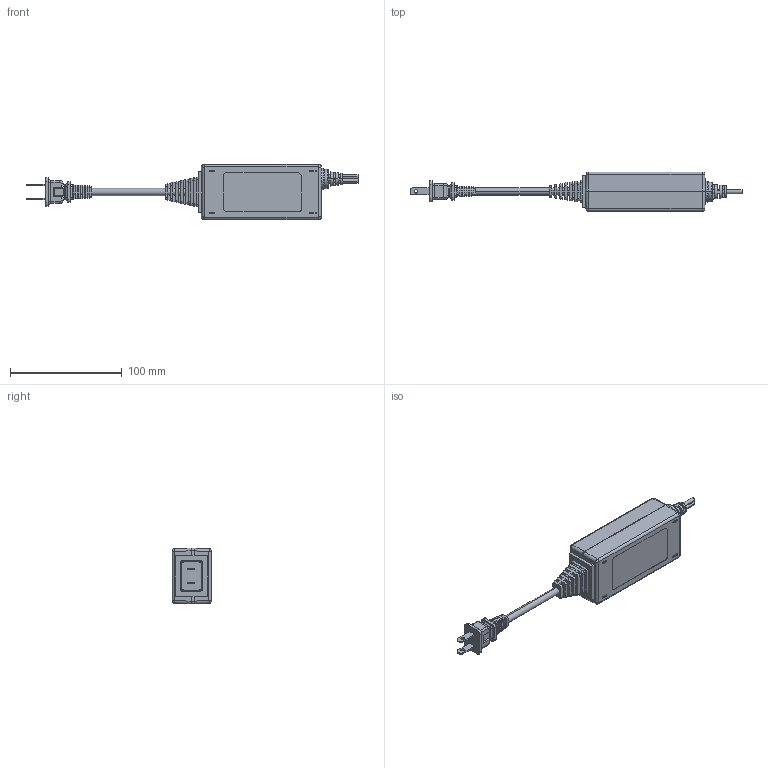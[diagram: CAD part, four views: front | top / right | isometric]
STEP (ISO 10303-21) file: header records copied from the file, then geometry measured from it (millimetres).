
FILE_DESCRIPTION((''),'2;1');
FILE_NAME('GTM-96300-36VV-T2US-TP_ASM','2022-08-17T14:45:09',('rd05'),(''),'CREO PARAMETRIC BY PTC INC, 2018050','CREO PARAMETRIC BY PTC INC, 2018050','');
FILE_SCHEMA(('CONFIG_CONTROL_DESIGN','GEOMETRIC_VALIDATION_PROPERTIES_MIM'));
Length unit declared in the file: millimetre
Products named in the file (10): BOTTOM_CASE_4; TOP_CASE_3; SR00042_12; NEIMO_3; SR00042_ASM_4_ASM; SR-SPT-2_2; LED-LENS_1; ULCHATOU_5; 30W_DESKTOP_ASM_7_ASM; GTM-96300-36VV-T2US-TP_ASM
Assembly tree (9 placements, depth 4):
  GTM-96300-36VV-T2US-TP_ASM
    30W_DESKTOP_ASM_7_ASM
      BOTTOM_CASE_4
      TOP_CASE_3
      SR00042_ASM_4_ASM
        SR00042_12
        NEIMO_3
      SR-SPT-2_2
      LED-LENS_1
      ULCHATOU_5
Bounding box: 296.47 x 35.6 x 50 mm (x, y, z)
Volume: 83808.3 mm3; surface area: 61972.3 mm2
Topology: 7 solids, 9 shells, 939 faces, 2575 edges, 1683 vertices
Faces by surface type: plane 530, cylinder 277, bspline 56, torus 46, cone 22, sphere 4, extrusion 4
Entity records: 33586 total; most frequent: CARTESIAN_POINT 9644, ORIENTED_EDGE 5118, DIRECTION 4544, EDGE_CURVE 2571, VECTOR 1702, LINE 1698, VERTEX_POINT 1683, AXIS2_PLACEMENT_3D 1421
